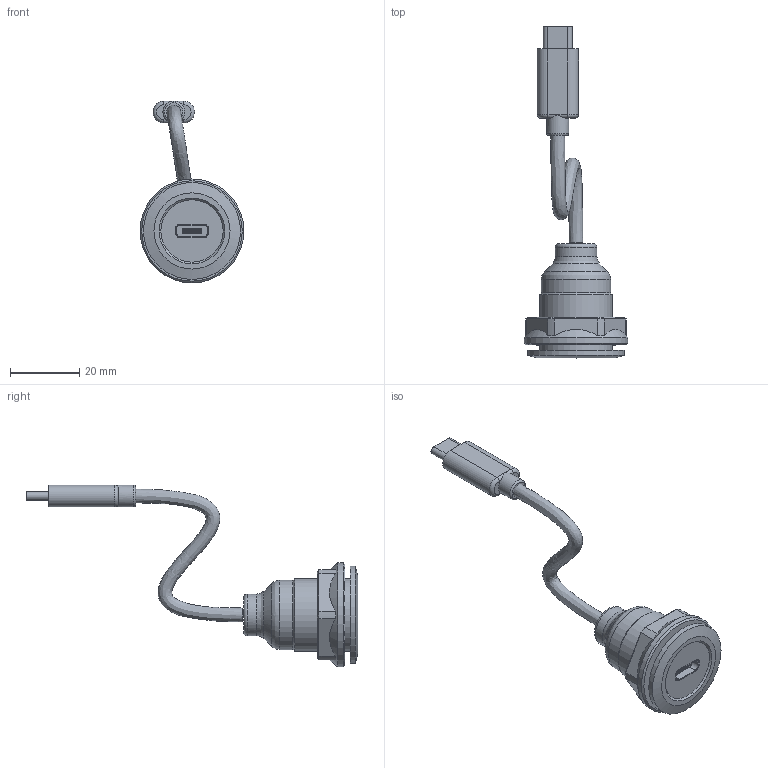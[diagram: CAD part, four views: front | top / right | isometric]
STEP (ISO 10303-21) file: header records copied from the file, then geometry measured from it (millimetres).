
FILE_DESCRIPTION(/* description */ ('FreeCAD Model'),/* implementation_level */ '2;1');
FILE_NAME(/* name */ 'USB C Bulkhead.step',/* time_stamp */ '2025-06-28T13:54:03-07:00',/* author */ (''),/* organization */ (''),/* preprocessor_version */ 'ST-DEVELOPER v20.1',/* originating_system */ 'Autodesk Translation Framework v14.10.0.0',/* authorisation */ '');
FILE_SCHEMA (('AUTOMOTIVE_DESIGN { 1 0 10303 214 3 1 1 }'));
Length unit declared in the file: millimetre
Products named in the file (12): USB C Bulkhead; Bulkhead; Body; Body001; Array; Body004; Body005; USB C; Body006; Body007; Wire; Sweep
Assembly tree (22 placements, depth 4):
  USB C Bulkhead
    Bulkhead
      Body
      Body001
      Array
        Body004  x12
      Body005
    USB C
      Body006
      Body007
    Wire
      Sweep
Bounding box: 30 x 95.79 x 52.48 mm (x, y, z)
Volume: 14641.6 mm3; surface area: 8468.8 mm2
Topology: 18 solids, 18 shells, 199 faces, 453 edges, 293 vertices
Faces by surface type: plane 143, cylinder 35, cone 14, torus 4, bspline 3
Full cylindrical faces by diameter (mm): 6.3 x1, 12 x1, 19.5 x1, 20 x1, 21 x1, 28 x1, 30 x1
Entity records: 4673 total; most frequent: CARTESIAN_POINT 1682, DIRECTION 634, ORIENTED_EDGE 508, EDGE_CURVE 254, AXIS2_PLACEMENT_3D 250, VERTEX_POINT 161, LINE 134, VECTOR 134
